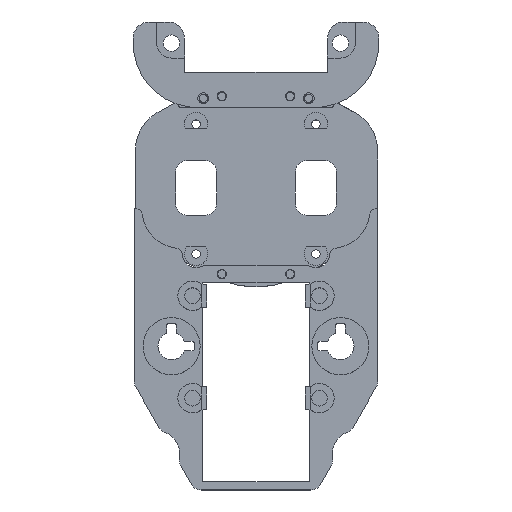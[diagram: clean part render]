
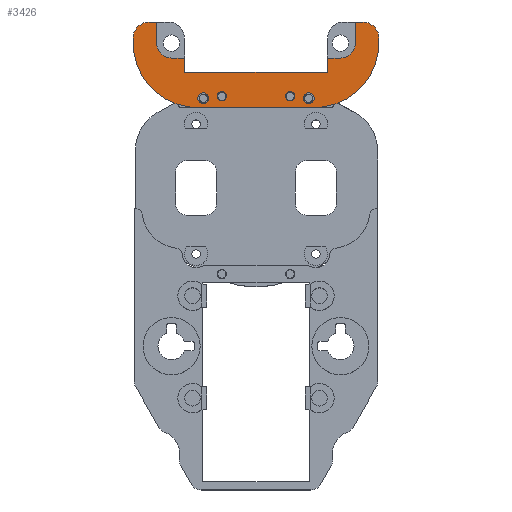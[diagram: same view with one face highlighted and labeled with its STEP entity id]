
A CAD part, top view. The second image highlights one B-rep face of the part: STEP entity #3426.
In plain terms, the highlighted planar face has unit normal (0, 0, 1).
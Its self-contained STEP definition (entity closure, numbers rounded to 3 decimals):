
#49=FACE_BOUND('',#501,.T.);
#50=FACE_BOUND('',#502,.T.);
#51=FACE_BOUND('',#503,.T.);
#52=FACE_BOUND('',#504,.T.);
#122=PLANE('',#3726);
#274=FACE_OUTER_BOUND('',#500,.T.);
#500=EDGE_LOOP('',(#2715,#2716,#2717,#2718,#2719,#2720,#2721,#2722,#2723,
#2724,#2725,#2726,#2727,#2728,#2729,#2730,#2731,#2732));
#501=EDGE_LOOP('',(#2733));
#502=EDGE_LOOP('',(#2734));
#503=EDGE_LOOP('',(#2735));
#504=EDGE_LOOP('',(#2736));
#733=LINE('',#5355,#1051);
#740=LINE('',#5373,#1058);
#749=LINE('',#5397,#1067);
#754=LINE('',#5410,#1072);
#759=LINE('',#5430,#1077);
#763=LINE('',#5438,#1081);
#768=LINE('',#5452,#1086);
#769=LINE('',#5456,#1087);
#772=LINE('',#5461,#1090);
#774=LINE('',#5466,#1092);
#777=LINE('',#5472,#1095);
#778=LINE('',#5474,#1096);
#1051=VECTOR('',#4305,10.);
#1058=VECTOR('',#4322,10.);
#1067=VECTOR('',#4343,10.);
#1072=VECTOR('',#4358,10.);
#1077=VECTOR('',#4381,10.);
#1081=VECTOR('',#4387,10.);
#1086=VECTOR('',#4404,10.);
#1087=VECTOR('',#4407,10.);
#1090=VECTOR('',#4412,10.);
#1092=VECTOR('',#4420,10.);
#1095=VECTOR('',#4429,10.);
#1096=VECTOR('',#4432,10.);
#1323=CIRCLE('',#3670,12.);
#1336=CIRCLE('',#3686,12.);
#1341=CIRCLE('',#3697,3.);
#1342=CIRCLE('',#3699,3.);
#1343=CIRCLE('',#3702,0.85);
#1344=CIRCLE('',#3704,0.85);
#1345=CIRCLE('',#3706,1.);
#1346=CIRCLE('',#3708,1.);
#1347=CIRCLE('',#3712,2.75);
#1350=CIRCLE('',#3720,2.75);
#1543=VERTEX_POINT('',#5307);
#1544=VERTEX_POINT('',#5308);
#1565=VERTEX_POINT('',#5354);
#1566=VERTEX_POINT('',#5358);
#1570=VERTEX_POINT('',#5370);
#1571=VERTEX_POINT('',#5372);
#1579=VERTEX_POINT('',#5394);
#1580=VERTEX_POINT('',#5396);
#1581=VERTEX_POINT('',#5400);
#1582=VERTEX_POINT('',#5404);
#1583=VERTEX_POINT('',#5405);
#1584=VERTEX_POINT('',#5412);
#1585=VERTEX_POINT('',#5416);
#1586=VERTEX_POINT('',#5420);
#1587=VERTEX_POINT('',#5424);
#1588=VERTEX_POINT('',#5428);
#1589=VERTEX_POINT('',#5429);
#1592=VERTEX_POINT('',#5437);
#1595=VERTEX_POINT('',#5450);
#1596=VERTEX_POINT('',#5454);
#1597=VERTEX_POINT('',#5455);
#1598=VERTEX_POINT('',#5460);
#1919=EDGE_CURVE('',#1543,#1544,#1323,.T.);
#1942=EDGE_CURVE('',#1544,#1565,#733,.T.);
#1944=EDGE_CURVE('',#1565,#1566,#1336,.T.);
#1951=EDGE_CURVE('',#1571,#1570,#740,.T.);
#1963=EDGE_CURVE('',#1580,#1579,#749,.T.);
#1965=EDGE_CURVE('',#1580,#1581,#1341,.T.);
#1967=EDGE_CURVE('',#1582,#1583,#1342,.T.);
#1970=EDGE_CURVE('',#1582,#1566,#754,.T.);
#1972=EDGE_CURVE('',#1584,#1584,#1343,.T.);
#1974=EDGE_CURVE('',#1585,#1585,#1344,.T.);
#1975=EDGE_CURVE('',#1586,#1586,#1345,.T.);
#1977=EDGE_CURVE('',#1587,#1587,#1346,.T.);
#1979=EDGE_CURVE('',#1588,#1589,#759,.T.);
#1983=EDGE_CURVE('',#1579,#1592,#763,.T.);
#1986=EDGE_CURVE('',#1592,#1588,#1347,.T.);
#1991=EDGE_CURVE('',#1589,#1595,#768,.T.);
#1992=EDGE_CURVE('',#1596,#1597,#769,.T.);
#1995=EDGE_CURVE('',#1570,#1598,#772,.T.);
#1997=EDGE_CURVE('',#1598,#1596,#1350,.T.);
#1998=EDGE_CURVE('',#1597,#1583,#774,.T.);
#2001=EDGE_CURVE('',#1595,#1571,#777,.T.);
#2002=EDGE_CURVE('',#1581,#1543,#778,.T.);
#2715=ORIENTED_EDGE('',*,*,#1919,.F.);
#2716=ORIENTED_EDGE('',*,*,#2002,.F.);
#2717=ORIENTED_EDGE('',*,*,#1965,.F.);
#2718=ORIENTED_EDGE('',*,*,#1963,.T.);
#2719=ORIENTED_EDGE('',*,*,#1983,.T.);
#2720=ORIENTED_EDGE('',*,*,#1986,.T.);
#2721=ORIENTED_EDGE('',*,*,#1979,.T.);
#2722=ORIENTED_EDGE('',*,*,#1991,.T.);
#2723=ORIENTED_EDGE('',*,*,#2001,.T.);
#2724=ORIENTED_EDGE('',*,*,#1951,.T.);
#2725=ORIENTED_EDGE('',*,*,#1995,.T.);
#2726=ORIENTED_EDGE('',*,*,#1997,.T.);
#2727=ORIENTED_EDGE('',*,*,#1992,.T.);
#2728=ORIENTED_EDGE('',*,*,#1998,.T.);
#2729=ORIENTED_EDGE('',*,*,#1967,.F.);
#2730=ORIENTED_EDGE('',*,*,#1970,.T.);
#2731=ORIENTED_EDGE('',*,*,#1944,.F.);
#2732=ORIENTED_EDGE('',*,*,#1942,.F.);
#2733=ORIENTED_EDGE('',*,*,#1972,.T.);
#2734=ORIENTED_EDGE('',*,*,#1974,.T.);
#2735=ORIENTED_EDGE('',*,*,#1975,.T.);
#2736=ORIENTED_EDGE('',*,*,#1977,.T.);
#3426=ADVANCED_FACE('',(#274,#49,#50,#51,#52),#122,.T.);
#3670=AXIS2_PLACEMENT_3D('',#5309,#4265,#4266);
#3686=AXIS2_PLACEMENT_3D('',#5359,#4309,#4310);
#3697=AXIS2_PLACEMENT_3D('',#5401,#4347,#4348);
#3699=AXIS2_PLACEMENT_3D('',#5406,#4352,#4353);
#3702=AXIS2_PLACEMENT_3D('',#5414,#4362,#4363);
#3704=AXIS2_PLACEMENT_3D('',#5418,#4367,#4368);
#3706=AXIS2_PLACEMENT_3D('',#5421,#4371,#4372);
#3708=AXIS2_PLACEMENT_3D('',#5425,#4376,#4377);
#3712=AXIS2_PLACEMENT_3D('',#5443,#4392,#4393);
#3720=AXIS2_PLACEMENT_3D('',#5464,#4416,#4417);
#3726=AXIS2_PLACEMENT_3D('',#5475,#4433,#4434);
#4265=DIRECTION('center_axis',(0.,0.,-1.));
#4266=DIRECTION('ref_axis',(0.707,-0.707,0.));
#4305=DIRECTION('',(-1.,0.,0.));
#4309=DIRECTION('center_axis',(0.,0.,-1.));
#4310=DIRECTION('ref_axis',(-0.707,-0.707,0.));
#4322=DIRECTION('',(0.,1.,0.));
#4343=DIRECTION('',(-1.,0.,0.));
#4347=DIRECTION('center_axis',(0.,0.,-1.));
#4348=DIRECTION('ref_axis',(0.707,0.707,0.));
#4352=DIRECTION('center_axis',(0.,0.,-1.));
#4353=DIRECTION('ref_axis',(-0.707,0.707,0.));
#4358=DIRECTION('',(0.,-1.,0.));
#4362=DIRECTION('center_axis',(0.,0.,-1.));
#4363=DIRECTION('ref_axis',(-1.,0.,0.));
#4367=DIRECTION('center_axis',(0.,0.,-1.));
#4368=DIRECTION('ref_axis',(-1.,0.,0.));
#4371=DIRECTION('center_axis',(0.,0.,-1.));
#4372=DIRECTION('ref_axis',(-1.,0.,0.));
#4376=DIRECTION('center_axis',(0.,0.,-1.));
#4377=DIRECTION('ref_axis',(-1.,0.,0.));
#4381=DIRECTION('',(-1.,0.,0.));
#4387=DIRECTION('',(0.,-1.,0.));
#4392=DIRECTION('center_axis',(0.,0.,-1.));
#4393=DIRECTION('ref_axis',(1.,0.,0.));
#4404=DIRECTION('',(0.,-1.,0.));
#4407=DIRECTION('',(0.,1.,0.));
#4412=DIRECTION('',(-1.,0.,0.));
#4416=DIRECTION('center_axis',(0.,0.,-1.));
#4417=DIRECTION('ref_axis',(-1.,0.,0.));
#4420=DIRECTION('',(-1.,0.,0.));
#4429=DIRECTION('',(-1.,0.,0.));
#4432=DIRECTION('',(0.,-1.,0.));
#4433=DIRECTION('center_axis',(0.,0.,1.));
#4434=DIRECTION('ref_axis',(-1.,0.,0.));
#5307=CARTESIAN_POINT('',(22.585,25.178,8.25));
#5308=CARTESIAN_POINT('',(10.585,13.178,8.25));
#5309=CARTESIAN_POINT('Origin',(10.585,25.178,8.25));
#5354=CARTESIAN_POINT('',(-10.585,13.178,8.25));
#5355=CARTESIAN_POINT('',(-13.125,13.178,8.25));
#5358=CARTESIAN_POINT('',(-22.585,25.178,8.25));
#5359=CARTESIAN_POINT('Origin',(-10.585,25.178,8.25));
#5370=CARTESIAN_POINT('',(-13.125,22.303,8.25));
#5372=CARTESIAN_POINT('',(-13.125,19.678,8.25));
#5373=CARTESIAN_POINT('',(-13.125,28.928,8.25));
#5394=CARTESIAN_POINT('',(18.25,28.928,8.25));
#5396=CARTESIAN_POINT('',(19.585,28.928,8.25));
#5397=CARTESIAN_POINT('',(22.585,28.928,8.25));
#5400=CARTESIAN_POINT('',(22.585,25.928,8.25));
#5401=CARTESIAN_POINT('Origin',(19.585,25.928,8.25));
#5404=CARTESIAN_POINT('',(-22.585,25.928,8.25));
#5405=CARTESIAN_POINT('',(-19.585,28.928,8.25));
#5406=CARTESIAN_POINT('Origin',(-19.585,25.928,8.25));
#5410=CARTESIAN_POINT('',(-22.585,18.178,8.25));
#5412=CARTESIAN_POINT('',(-5.4,15.303,8.25));
#5414=CARTESIAN_POINT('Origin',(-6.25,15.303,8.25));
#5416=CARTESIAN_POINT('',(7.1,15.303,8.25));
#5418=CARTESIAN_POINT('Origin',(6.25,15.303,8.25));
#5420=CARTESIAN_POINT('',(-8.697,14.928,8.25));
#5421=CARTESIAN_POINT('Origin',(-9.697,14.928,8.25));
#5424=CARTESIAN_POINT('',(10.697,14.928,8.25));
#5425=CARTESIAN_POINT('Origin',(9.697,14.928,8.25));
#5428=CARTESIAN_POINT('',(15.5,22.303,8.25));
#5429=CARTESIAN_POINT('',(13.125,22.303,8.25));
#5430=CARTESIAN_POINT('',(6.563,22.303,8.25));
#5437=CARTESIAN_POINT('',(18.25,25.053,8.25));
#5438=CARTESIAN_POINT('',(18.25,24.303,8.25));
#5443=CARTESIAN_POINT('Origin',(15.5,25.053,8.25));
#5450=CARTESIAN_POINT('',(13.125,19.678,8.25));
#5452=CARTESIAN_POINT('',(13.125,28.928,8.25));
#5454=CARTESIAN_POINT('',(-18.25,25.053,8.25));
#5455=CARTESIAN_POINT('',(-18.25,28.928,8.25));
#5456=CARTESIAN_POINT('',(-18.25,26.24,8.25));
#5460=CARTESIAN_POINT('',(-15.5,22.303,8.25));
#5461=CARTESIAN_POINT('',(-7.75,22.303,8.25));
#5464=CARTESIAN_POINT('Origin',(-15.5,25.053,8.25));
#5466=CARTESIAN_POINT('',(-22.585,28.928,8.25));
#5472=CARTESIAN_POINT('',(-13.125,19.678,8.25));
#5474=CARTESIAN_POINT('',(22.585,18.178,8.25));
#5475=CARTESIAN_POINT('Origin',(0.,23.553,8.25));
